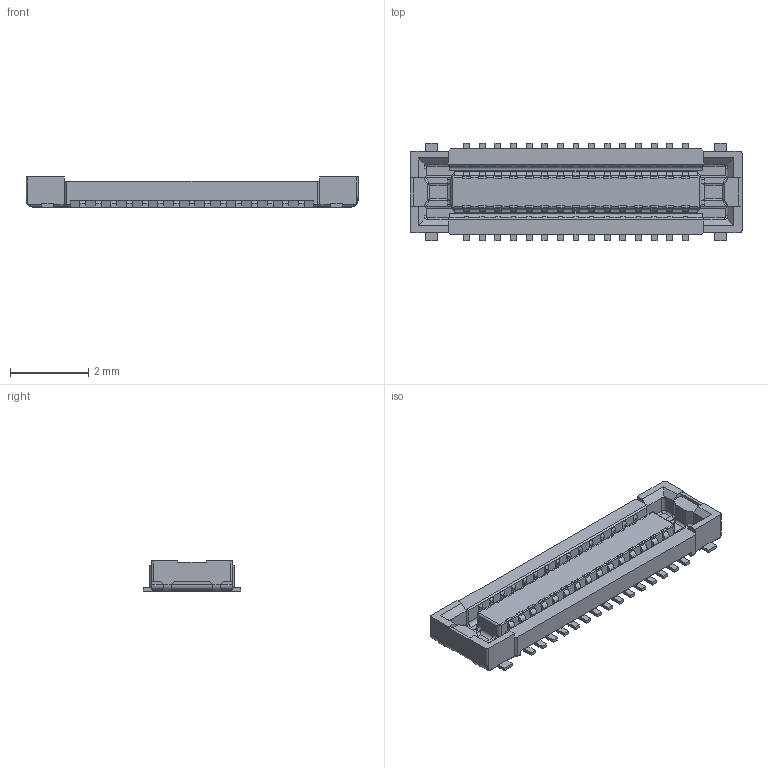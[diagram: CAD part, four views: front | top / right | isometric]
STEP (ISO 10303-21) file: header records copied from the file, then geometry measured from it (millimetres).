
FILE_DESCRIPTION (( 'STEP AP214' ), '1' );
FILE_NAME ('AXE530124.step', '2013-12-04T01:06:49', ( '' ), ( '(C)Panasonic Corporation 2013' ), '', '', '' );
FILE_SCHEMA (( 'AUTOMOTIVE_DESIGN' ));
Length unit declared in the file: millimetre
Products named in the file (1): AXE530124
Bounding box: 8.5 x 2.5 x 0.77 mm (x, y, z)
Volume: 9.4 mm3; surface area: 74.7 mm2
Topology: 1 solids, 1 shells, 1142 faces, 3082 edges, 1972 vertices
Faces by surface type: plane 874, cylinder 252, torus 8, bspline 4, cone 4
Entity records: 35836 total; most frequent: CARTESIAN_POINT 7189, ORIENTED_EDGE 6164, DIRECTION 5744, EDGE_CURVE 3082, VECTOR 2354, LINE 2354, VERTEX_POINT 1972, AXIS2_PLACEMENT_3D 1695
